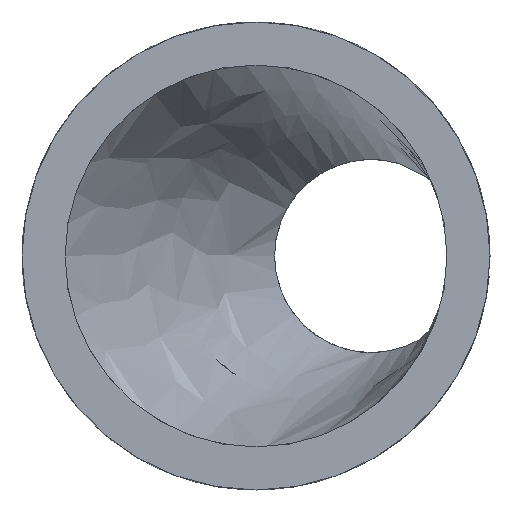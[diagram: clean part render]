
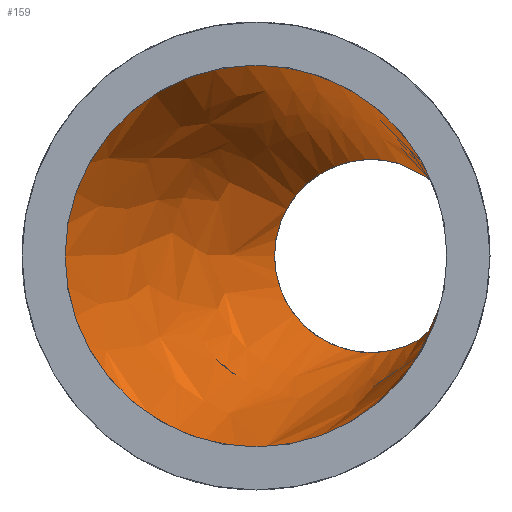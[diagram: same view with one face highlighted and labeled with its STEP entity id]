
A CAD part, left-side view. The second image highlights one B-rep face of the part: STEP entity #159.
In plain terms, the highlighted free-form (B-spline) face has degree [1, 2] with [2, 9] control points.
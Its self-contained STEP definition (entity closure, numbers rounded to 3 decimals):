
#31=CIRCLE('',#187,25.7);
#32=CIRCLE('',#188,25.7);
#33=CIRCLE('',#189,13.);
#34=CIRCLE('',#190,13.);
#35=CIRCLE('',#191,13.);
#36=CIRCLE('',#192,13.);
#37=CIRCLE('',#193,25.7);
#38=CIRCLE('',#194,25.7);
#45=(
BOUNDED_SURFACE()
B_SPLINE_SURFACE(1,2,((#422,#423,#424,#425,#426,#427,#428,#429,#430),(#431,
#432,#433,#434,#435,#436,#437,#438,#439)),.UNSPECIFIED.,.F.,.T.,.F.)
B_SPLINE_SURFACE_WITH_KNOTS((2,2),(3,2,2,2,3),(-0.257,2.484),
(-3.142,-1.571,0.,1.571,3.142),
 .UNSPECIFIED.)
GEOMETRIC_REPRESENTATION_ITEM()
RATIONAL_B_SPLINE_SURFACE(((1.,0.707,1.,0.707,1.,
0.707,1.,0.707,1.),(1.,0.707,1.,0.707,
1.,0.707,1.,0.707,1.)))
REPRESENTATION_ITEM('')
SURFACE()
);
#48=FACE_OUTER_BOUND('',#57,.T.);
#57=EDGE_LOOP('',(#114,#115,#116,#117,#118,#119,#120,#121,#122,#123));
#70=B_SPLINE_CURVE_WITH_KNOTS('',1,(#446,#447),.UNSPECIFIED.,.F.,.F.,(2,
2),(0.014,2.355),.UNSPECIFIED.);
#74=VERTEX_POINT('',#440);
#75=VERTEX_POINT('',#441);
#76=VERTEX_POINT('',#443);
#77=VERTEX_POINT('',#445);
#78=VERTEX_POINT('',#448);
#79=VERTEX_POINT('',#450);
#80=VERTEX_POINT('',#452);
#81=VERTEX_POINT('',#455);
#91=EDGE_CURVE('',#74,#75,#31,.T.);
#92=EDGE_CURVE('',#75,#76,#32,.T.);
#93=EDGE_CURVE('',#76,#77,#70,.T.);
#94=EDGE_CURVE('',#77,#78,#33,.T.);
#95=EDGE_CURVE('',#78,#79,#34,.T.);
#96=EDGE_CURVE('',#79,#80,#35,.T.);
#97=EDGE_CURVE('',#80,#77,#36,.T.);
#98=EDGE_CURVE('',#76,#81,#37,.T.);
#99=EDGE_CURVE('',#81,#74,#38,.T.);
#114=ORIENTED_EDGE('',*,*,#91,.T.);
#115=ORIENTED_EDGE('',*,*,#92,.T.);
#116=ORIENTED_EDGE('',*,*,#93,.T.);
#117=ORIENTED_EDGE('',*,*,#94,.T.);
#118=ORIENTED_EDGE('',*,*,#95,.T.);
#119=ORIENTED_EDGE('',*,*,#96,.T.);
#120=ORIENTED_EDGE('',*,*,#97,.T.);
#121=ORIENTED_EDGE('',*,*,#93,.F.);
#122=ORIENTED_EDGE('',*,*,#98,.T.);
#123=ORIENTED_EDGE('',*,*,#99,.T.);
#159=ADVANCED_FACE('',(#48),#45,.T.);
#187=AXIS2_PLACEMENT_3D('',#442,#209,#210);
#188=AXIS2_PLACEMENT_3D('',#444,#211,#212);
#189=AXIS2_PLACEMENT_3D('',#449,#213,#214);
#190=AXIS2_PLACEMENT_3D('',#451,#215,#216);
#191=AXIS2_PLACEMENT_3D('',#453,#217,#218);
#192=AXIS2_PLACEMENT_3D('',#454,#219,#220);
#193=AXIS2_PLACEMENT_3D('',#456,#221,#222);
#194=AXIS2_PLACEMENT_3D('',#457,#223,#224);
#209=DIRECTION('center_axis',(-1.,0.,0.));
#210=DIRECTION('ref_axis',(0.,-1.,0.));
#211=DIRECTION('center_axis',(-1.,0.,0.));
#212=DIRECTION('ref_axis',(0.,-1.,0.));
#213=DIRECTION('center_axis',(1.,0.,0.));
#214=DIRECTION('ref_axis',(0.,-1.,0.));
#215=DIRECTION('center_axis',(1.,0.,0.));
#216=DIRECTION('ref_axis',(0.,-1.,0.));
#217=DIRECTION('center_axis',(1.,0.,0.));
#218=DIRECTION('ref_axis',(0.,-1.,0.));
#219=DIRECTION('center_axis',(1.,0.,0.));
#220=DIRECTION('ref_axis',(0.,-1.,0.));
#221=DIRECTION('center_axis',(-1.,0.,0.));
#222=DIRECTION('ref_axis',(0.,-1.,0.));
#223=DIRECTION('center_axis',(-1.,0.,0.));
#224=DIRECTION('ref_axis',(0.,-1.,0.));
#422=CARTESIAN_POINT('Ctrl Pts',(68.405,15.824,-27.13));
#423=CARTESIAN_POINT('Ctrl Pts',(75.,41.2,-27.13));
#424=CARTESIAN_POINT('Ctrl Pts',(75.,41.2,0.));
#425=CARTESIAN_POINT('Ctrl Pts',(75.,41.2,27.13));
#426=CARTESIAN_POINT('Ctrl Pts',(68.405,15.824,27.13));
#427=CARTESIAN_POINT('Ctrl Pts',(61.811,-9.552,27.13));
#428=CARTESIAN_POINT('Ctrl Pts',(61.811,-9.552,0.));
#429=CARTESIAN_POINT('Ctrl Pts',(61.811,-9.552,-27.13));
#430=CARTESIAN_POINT('Ctrl Pts',(68.405,15.824,-27.13));
#431=CARTESIAN_POINT('Ctrl Pts',(135.149,-1.521,-12.28));
#432=CARTESIAN_POINT('Ctrl Pts',(138.134,9.965,-12.28));
#433=CARTESIAN_POINT('Ctrl Pts',(138.134,9.965,0.));
#434=CARTESIAN_POINT('Ctrl Pts',(138.134,9.965,12.28));
#435=CARTESIAN_POINT('Ctrl Pts',(135.149,-1.521,12.28));
#436=CARTESIAN_POINT('Ctrl Pts',(132.163,-13.008,12.28));
#437=CARTESIAN_POINT('Ctrl Pts',(132.163,-13.008,0.));
#438=CARTESIAN_POINT('Ctrl Pts',(132.163,-13.008,-12.28));
#439=CARTESIAN_POINT('Ctrl Pts',(135.149,-1.521,-12.28));
#440=CARTESIAN_POINT('',(75.,-5.557,14.733));
#441=CARTESIAN_POINT('',(75.,41.2,0.));
#442=CARTESIAN_POINT('Origin',(75.,15.5,0.));
#443=CARTESIAN_POINT('',(75.,14.11,-25.662));
#444=CARTESIAN_POINT('Origin',(75.,15.5,0.));
#445=CARTESIAN_POINT('',(132.,-0.703,-12.981));
#446=CARTESIAN_POINT('Ctrl Pts',(75.,14.11,-25.662));
#447=CARTESIAN_POINT('Ctrl Pts',(132.,-0.703,-12.981));
#448=CARTESIAN_POINT('',(132.,13.,0.));
#449=CARTESIAN_POINT('Origin',(132.,0.,0.));
#450=CARTESIAN_POINT('',(132.,-10.652,7.453));
#451=CARTESIAN_POINT('Origin',(132.,0.,0.));
#452=CARTESIAN_POINT('',(132.,-10.652,-7.453));
#453=CARTESIAN_POINT('Origin',(132.,0.,0.));
#454=CARTESIAN_POINT('Origin',(132.,0.,0.));
#455=CARTESIAN_POINT('',(75.,-5.557,-14.733));
#456=CARTESIAN_POINT('Origin',(75.,15.5,0.));
#457=CARTESIAN_POINT('Origin',(75.,15.5,0.));
